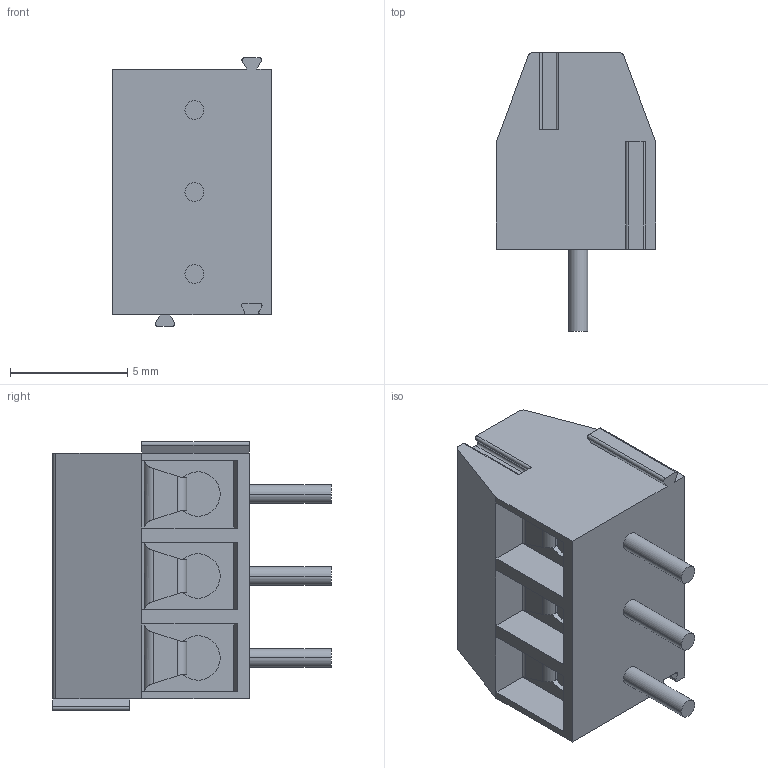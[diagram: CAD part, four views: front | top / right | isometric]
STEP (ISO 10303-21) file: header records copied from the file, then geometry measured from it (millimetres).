
FILE_DESCRIPTION((''),'2;1');
FILE_NAME('TL001V-XXP-XS','2024-10-22T16:16:54',('yanfa'),(''),'CREO PARAMETRIC BY PTC INC, 2018100','CREO PARAMETRIC BY PTC INC, 2018100','');
FILE_SCHEMA(('CONFIG_CONTROL_DESIGN'));
Length unit declared in the file: millimetre
Products named in the file (1): TL001V-XXP-XS
Bounding box: 6.8 x 11.9 x 11.46 mm (x, y, z)
Volume: 472.3 mm3; surface area: 585.8 mm2
Topology: 1 solids, 1 shells, 161 faces, 447 edges, 294 vertices
Faces by surface type: plane 99, cylinder 56, torus 6
Entity records: 5363 total; most frequent: CARTESIAN_POINT 1174, ORIENTED_EDGE 894, DIRECTION 833, EDGE_CURVE 447, VERTEX_POINT 294, VECTOR 287, LINE 287, AXIS2_PLACEMENT_3D 273
